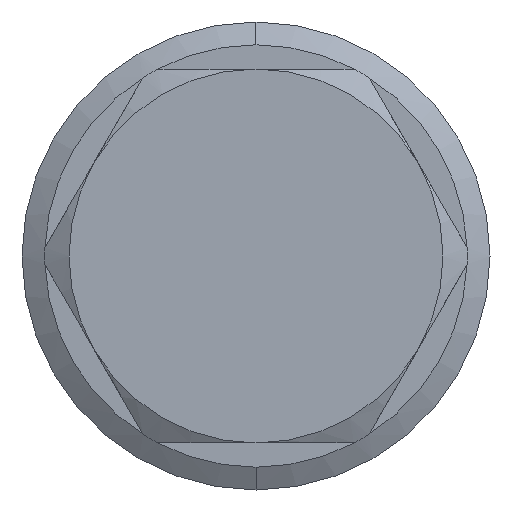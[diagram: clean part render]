
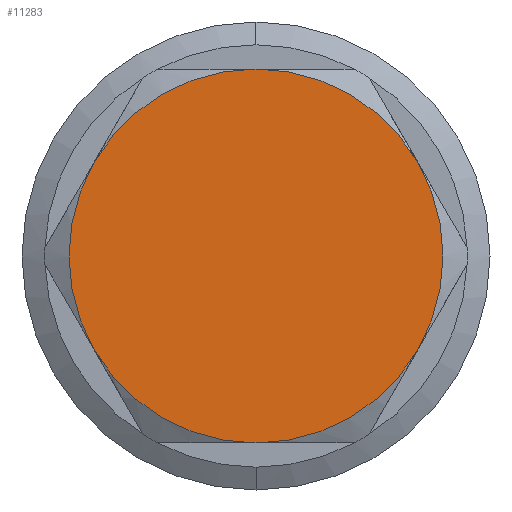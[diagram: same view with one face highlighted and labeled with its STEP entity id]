
A CAD part, left-side view. The second image highlights one B-rep face of the part: STEP entity #11283.
In plain terms, the highlighted planar face has unit normal (-1, 0, 0).
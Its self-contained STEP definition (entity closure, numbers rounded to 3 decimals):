
#171 = ORIENTED_EDGE ( 'NONE', *, *, #1398, .T. ) ;
#646 = AXIS2_PLACEMENT_3D ( 'NONE', #9994, #9995, #9996 ) ;
#652 = AXIS2_PLACEMENT_3D ( 'NONE', #9201, #9202, #9203 ) ;
#1280 = EDGE_CURVE ( 'NONE', #12185, #12220, #12999, .T. ) ;
#1281 = EDGE_CURVE ( 'NONE', #12220, #12294, #13001, .T. ) ;
#1332 = EDGE_CURVE ( 'NONE', #11503, #11694, #2205, .T. ) ;
#1344 = EDGE_CURVE ( 'NONE', #11694, #12185, #2211, .T. ) ;
#1398 = EDGE_CURVE ( 'NONE', #11635, #11503, #2249, .T. ) ;
#1740 = CARTESIAN_POINT ( 'NONE',  ( 0., 0., 0. ) ) ;
#1741 = DIRECTION ( 'NONE',  ( -1., 0., 0. ) ) ;
#1742 = DIRECTION ( 'NONE',  ( 0., 0., 1. ) ) ;
#1744 = CARTESIAN_POINT ( 'NONE',  ( 0., 0., 0. ) ) ;
#1745 = DIRECTION ( 'NONE',  ( -1., 0., 0. ) ) ;
#1746 = DIRECTION ( 'NONE',  ( 0., 0., 1. ) ) ;
#2205 = CIRCLE ( 'NONE', #9141, 15.85 ) ;
#2211 = CIRCLE ( 'NONE', #9137, 15.85 ) ;
#2249 = CIRCLE ( 'NONE', #9118, 15.85 ) ;
#2802 = CARTESIAN_POINT ( 'NONE',  ( 0., 0., 0. ) ) ;
#2803 = DIRECTION ( 'NONE',  ( -1., 0., 0. ) ) ;
#2804 = DIRECTION ( 'NONE',  ( 0., 0., 1. ) ) ;
#2910 = CARTESIAN_POINT ( 'NONE',  ( 0., 0., 0. ) ) ;
#2911 = DIRECTION ( 'NONE',  ( -1., 0., 0. ) ) ;
#2912 = DIRECTION ( 'NONE',  ( 0., 0., 1. ) ) ;
#3603 = CARTESIAN_POINT ( 'NONE',  ( 0., 0., 0. ) ) ;
#3604 = DIRECTION ( 'NONE',  ( -1., 0., 0. ) ) ;
#3605 = DIRECTION ( 'NONE',  ( 0., 0., 1. ) ) ;
#7622 = FACE_OUTER_BOUND ( 'NONE', #12238, .T. ) ;
#7748 = CIRCLE ( 'NONE', #646, 15.85 ) ;
#8931 = CARTESIAN_POINT ( 'NONE',  ( 0., 13.727, 7.925 ) ) ;
#9118 = AXIS2_PLACEMENT_3D ( 'NONE', #3603, #3604, #3605 ) ;
#9137 = AXIS2_PLACEMENT_3D ( 'NONE', #2910, #2911, #2912 ) ;
#9141 = AXIS2_PLACEMENT_3D ( 'NONE', #2802, #2803, #2804 ) ;
#9159 = AXIS2_PLACEMENT_3D ( 'NONE', #1744, #1745, #1746 ) ;
#9160 = AXIS2_PLACEMENT_3D ( 'NONE', #1740, #1741, #1742 ) ;
#9198 = PLANE ( 'NONE',  #652 ) ;
#9201 = CARTESIAN_POINT ( 'NONE',  ( 0., 0., 0. ) ) ;
#9202 = DIRECTION ( 'NONE',  ( 1., 0., 0. ) ) ;
#9203 = DIRECTION ( 'NONE',  ( 0., 0., -1. ) ) ;
#9994 = CARTESIAN_POINT ( 'NONE',  ( 0., 0., 0. ) ) ;
#9995 = DIRECTION ( 'NONE',  ( -1., 0., 0. ) ) ;
#9996 = DIRECTION ( 'NONE',  ( 0., 0., 1. ) ) ;
#10258 = CARTESIAN_POINT ( 'NONE',  ( 0., -13.727, -7.925 ) ) ;
#10334 = CARTESIAN_POINT ( 'NONE',  ( 0., 0., -15.85 ) ) ;
#10378 = CARTESIAN_POINT ( 'NONE',  ( 0., -13.727, 7.925 ) ) ;
#10407 = CARTESIAN_POINT ( 'NONE',  ( 0., 0., 15.85 ) ) ;
#10828 = CARTESIAN_POINT ( 'NONE',  ( 0., 13.727, -7.925 ) ) ;
#11283 = ADVANCED_FACE ( 'NONE', ( #7622 ), #9198, .F. ) ;
#11380 = EDGE_CURVE ( 'NONE', #12294, #11635, #7748, .T. ) ;
#11438 = ORIENTED_EDGE ( 'NONE', *, *, #11380, .T. ) ;
#11442 = ORIENTED_EDGE ( 'NONE', *, *, #1281, .T. ) ;
#11452 = ORIENTED_EDGE ( 'NONE', *, *, #1332, .T. ) ;
#11459 = ORIENTED_EDGE ( 'NONE', *, *, #1344, .T. ) ;
#11490 = ORIENTED_EDGE ( 'NONE', *, *, #1280, .T. ) ;
#11503 = VERTEX_POINT ( 'NONE', #10258 ) ;
#11635 = VERTEX_POINT ( 'NONE', #10334 ) ;
#11694 = VERTEX_POINT ( 'NONE', #10378 ) ;
#12185 = VERTEX_POINT ( 'NONE', #10407 ) ;
#12220 = VERTEX_POINT ( 'NONE', #8931 ) ;
#12238 = EDGE_LOOP ( 'NONE', ( #11490, #11442, #11438, #171, #11452, #11459 ) ) ;
#12294 = VERTEX_POINT ( 'NONE', #10828 ) ;
#12999 = CIRCLE ( 'NONE', #9160, 15.85 ) ;
#13001 = CIRCLE ( 'NONE', #9159, 15.85 ) ;
